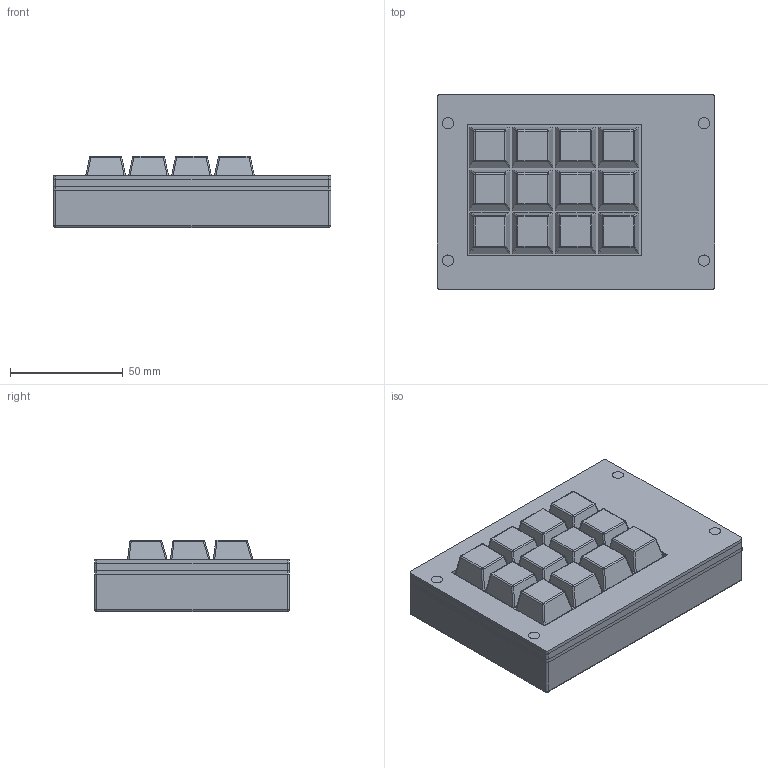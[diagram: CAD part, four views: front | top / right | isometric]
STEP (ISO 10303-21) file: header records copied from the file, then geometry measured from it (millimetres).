
FILE_DESCRIPTION(/* description */ ('STEP AP242 Edition 2','CAx-IF Rec.Pracs.---Representation and Presentation of Product Manufacturing Information (PMI)---4.0---2014-10-13','CAx-IF Rec.Pracs.---3D Tessellated Geometry---0.4---2014-09-14','2;1','CAx-IF Rec.Pracs.---User Defined Attributes---1.5---2016-08-15'),/* implementation_level */ '2;1');
FILE_NAME(/* name */ '692b79b045284b0fec4652e2',/* time_stamp */ '2025-11-29T22:54:40Z',/* author */ (''),/* organization */ (''),/* preprocessor_version */ 'ST-DEVELOPER v20',/* originating_system */ 'ONSHAPE BY PTC INC, 1.207',/* authorisation */ ' ');
FILE_SCHEMA (('AP242_MANAGED_MODEL_BASED_3D_ENGINEERING_MIM_LF { 1 0 10303 442 3 1 4 }'));
Length unit declared in the file: metre
Products named in the file (20): Macropad; Component1; Component2; Part 2; Part 1; Part 3; Part 4; Keyboard_PCB; Part 6; Part 5
Assembly tree (129 placements, depth 2):
  Macropad
    Component1  x12
    Component2  x12
    Part 2  x12
    Component1  x12
    Part 1  x12
    Component1  x12
    Component1  x12
    Component1  x12
    Component1  x12
    Part 1
    Component1  x12
    Part 1
    Part 3
    Part 4
    Keyboard_PCB
    Part 6
    Part 5
    Part 1
    Part 2
Bounding box: 122.9 x 86.21 x 31.47 mm (x, y, z)
Volume: 159919.7 mm3; surface area: 138430.6 mm2
Topology: 129 solids, 129 shells, 2480 faces, 6244 edges, 4024 vertices
Faces by surface type: plane 1691, cylinder 629, sphere 76, bspline 48, cone 36
Full cylindrical faces by diameter (mm): 0.889 x14, 0.9 x24, 1.5 x24, 1.6 x24, 1.75 x24, 3.85 x12, 4 x12, 5 x24, 5.5 x12
Entity records: 17013 total; most frequent: CARTESIAN_POINT 3029, DIRECTION 2831, ORIENTED_EDGE 2380, EDGE_CURVE 1190, AXIS2_PLACEMENT_3D 1061, EDGE_LOOP 901, FACE_BOUND 901, VERTEX_POINT 867
